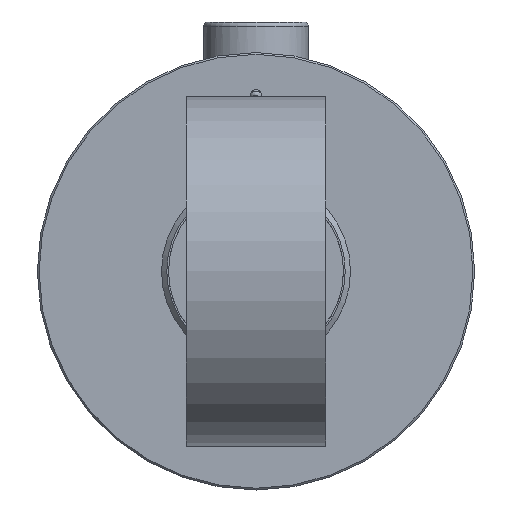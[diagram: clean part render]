
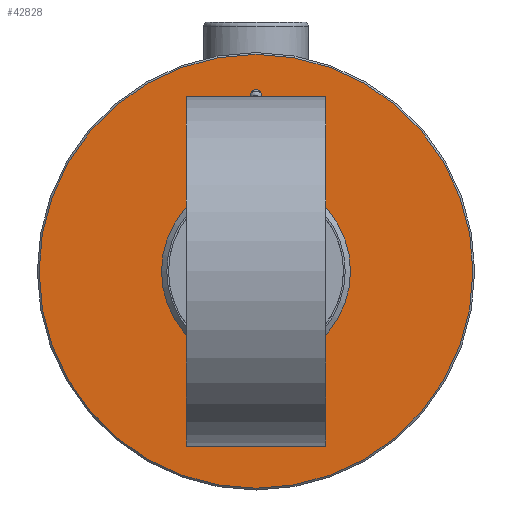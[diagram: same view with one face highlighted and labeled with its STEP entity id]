
A CAD part, front view. The second image highlights one B-rep face of the part: STEP entity #42828.
In plain terms, the highlighted planar face has unit normal (0, -1, 0).
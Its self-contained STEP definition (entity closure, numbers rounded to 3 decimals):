
#42794=CARTESIAN_POINT('',(0.,-422.,124.));
#42795=VERTEX_POINT('',#42794);
#42796=CARTESIAN_POINT('',(0.0,-422.,0.));
#42797=DIRECTION('',(0.0,1.0,0.0));
#42798=DIRECTION('',(0.0,0.0,-1.0));
#42799=AXIS2_PLACEMENT_3D('',#42796,#42797,#42798);
#42800=CIRCLE('',#42799,124.);
#42801=EDGE_CURVE('',#42795,#42795,#42800,.T.);
#42809=CARTESIAN_POINT('',(0.0,-422.0,89.5));
#42810=DIRECTION('',(0.0,-1.0,0.0));
#42811=DIRECTION('',(0.0,0.0,-1.0));
#42812=AXIS2_PLACEMENT_3D('',#42809,#42810,#42811);
#42813=PLANE('',#42812);
#42814=ORIENTED_EDGE('',*,*,#42801,.F.);
#42815=EDGE_LOOP('',(#42814));
#42816=FACE_OUTER_BOUND('',#42815,.T.);
#42817=CARTESIAN_POINT('',(0.0,-422.0,54.));
#42818=VERTEX_POINT('',#42817);
#42819=CARTESIAN_POINT('',(0.0,-422.,0.));
#42820=DIRECTION('',(0.0,1.0,0.0));
#42821=DIRECTION('',(0.0,0.0,1.0));
#42822=AXIS2_PLACEMENT_3D('',#42819,#42820,#42821);
#42823=CIRCLE('',#42822,54.);
#42824=EDGE_CURVE('',#42818,#42818,#42823,.T.);
#42825=ORIENTED_EDGE('',*,*,#42824,.T.);
#42826=EDGE_LOOP('',(#42825));
#42827=FACE_BOUND('',#42826,.T.);
#42828=ADVANCED_FACE('',(#42816,#42827),#42813,.T.);
